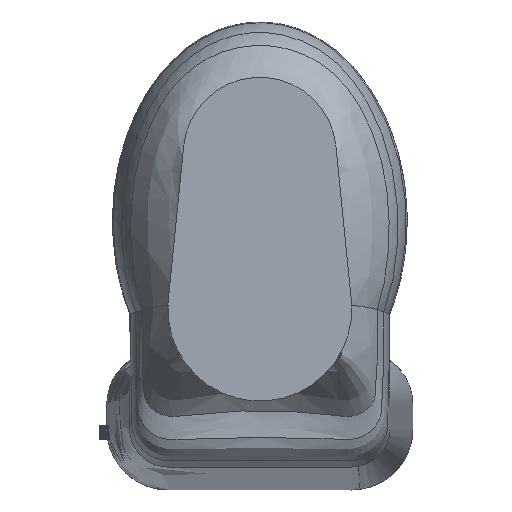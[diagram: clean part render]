
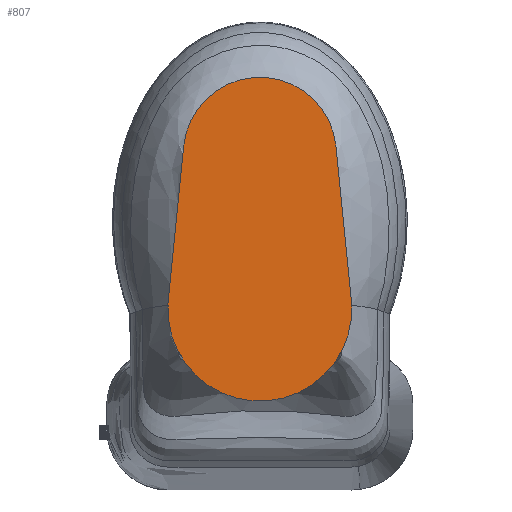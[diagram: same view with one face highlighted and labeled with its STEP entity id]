
A CAD part, front view. The second image highlights one B-rep face of the part: STEP entity #807.
In plain terms, the highlighted planar face has unit normal (0, -1, 0).
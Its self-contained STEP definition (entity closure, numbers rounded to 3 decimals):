
#435 = CARTESIAN_POINT ( 'NONE',  ( 120., 0., -43.969 ) ) ;
#807 = ADVANCED_FACE ( 'NONE', ( #4509 ), #3658, .F. ) ;
#863 = CARTESIAN_POINT ( 'NONE',  ( -99.493, 0., 162.052 ) ) ;
#1433 = CARTESIAN_POINT ( 'NONE',  ( 99.493, 0., 162.052 ) ) ;
#2496 = VERTEX_POINT ( 'NONE', #863 ) ;
#2959 = AXIS2_PLACEMENT_3D ( 'NONE', #14164, #20769, #13954 ) ;
#3157 = CIRCLE ( 'NONE', #5597, 120.195 ) ;
#3658 = PLANE ( 'NONE',  #2959 ) ;
#4509 = FACE_OUTER_BOUND ( 'NONE', #4959, .T. ) ;
#4720 = DIRECTION ( 'NONE',  ( 0., 0., -1. ) ) ;
#4795 = CARTESIAN_POINT ( 'NONE',  ( 0., 0., 151.995 ) ) ;
#4943 = DIRECTION ( 'NONE',  ( 0., 1., 0. ) ) ;
#4959 = EDGE_LOOP ( 'NONE', ( #16483, #12334, #9653, #11292 ) ) ;
#5597 = AXIS2_PLACEMENT_3D ( 'NONE', #14233, #12281, #12350 ) ;
#6026 = B_SPLINE_CURVE_WITH_KNOTS ( 'NONE', 2,
 ( #1433, #8894, #435 ),
 .UNSPECIFIED., .F., .F.,
 ( 3, 3 ),
 ( 0., 0.606 ),
 .UNSPECIFIED. ) ;
#7751 = EDGE_CURVE ( 'NONE', #22443, #15858, #6026, .T. ) ;
#7982 = CARTESIAN_POINT ( 'NONE',  ( 99.493, 0., 162.052 ) ) ;
#8179 = CARTESIAN_POINT ( 'NONE',  ( -111.657, 0., 41.711 ) ) ;
#8894 = CARTESIAN_POINT ( 'NONE',  ( 111.657, 0., 41.711 ) ) ;
#9653 = ORIENTED_EDGE ( 'NONE', *, *, #9764, .F. ) ;
#9764 = EDGE_CURVE ( 'NONE', #15996, #2496, #18718, .T. ) ;
#10075 = EDGE_CURVE ( 'NONE', #2496, #22443, #10858, .T. ) ;
#10858 = CIRCLE ( 'NONE', #12844, 100. ) ;
#11292 = ORIENTED_EDGE ( 'NONE', *, *, #11581, .F. ) ;
#11400 = CARTESIAN_POINT ( 'NONE',  ( -99.493, 0., 162.052 ) ) ;
#11581 = EDGE_CURVE ( 'NONE', #15858, #15996, #3157, .T. ) ;
#12281 = DIRECTION ( 'NONE',  ( 0., 1., 0. ) ) ;
#12334 = ORIENTED_EDGE ( 'NONE', *, *, #10075, .F. ) ;
#12350 = DIRECTION ( 'NONE',  ( 0., 0., -1. ) ) ;
#12844 = AXIS2_PLACEMENT_3D ( 'NONE', #4795, #4943, #4720 ) ;
#13209 = CARTESIAN_POINT ( 'NONE',  ( -120., 0., -43.969 ) ) ;
#13954 = DIRECTION ( 'NONE',  ( 0., 0., 1. ) ) ;
#14164 = CARTESIAN_POINT ( 'NONE',  ( 110.702, 0., 50.376 ) ) ;
#14233 = CARTESIAN_POINT ( 'NONE',  ( 0., 0., -50.811 ) ) ;
#15858 = VERTEX_POINT ( 'NONE', #15947 ) ;
#15947 = CARTESIAN_POINT ( 'NONE',  ( 120., 0., -43.969 ) ) ;
#15996 = VERTEX_POINT ( 'NONE', #19181 ) ;
#16483 = ORIENTED_EDGE ( 'NONE', *, *, #7751, .F. ) ;
#18718 = B_SPLINE_CURVE_WITH_KNOTS ( 'NONE', 2,
 ( #13209, #8179, #11400 ),
 .UNSPECIFIED., .F., .F.,
 ( 3, 3 ),
 ( 0., 0.606 ),
 .UNSPECIFIED. ) ;
#19181 = CARTESIAN_POINT ( 'NONE',  ( -120., 0., -43.969 ) ) ;
#20769 = DIRECTION ( 'NONE',  ( 0., 1., 0. ) ) ;
#22443 = VERTEX_POINT ( 'NONE', #7982 ) ;
